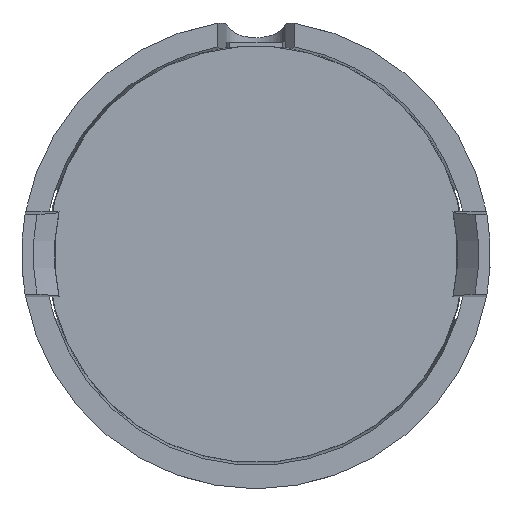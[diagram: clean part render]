
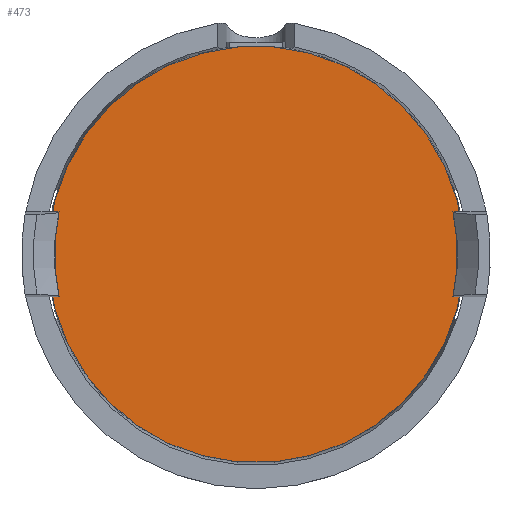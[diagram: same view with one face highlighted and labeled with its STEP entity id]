
A CAD part, top view. The second image highlights one B-rep face of the part: STEP entity #473.
In plain terms, the highlighted free-form (B-spline) face has degree [1, 1] with [2, 2] control points.
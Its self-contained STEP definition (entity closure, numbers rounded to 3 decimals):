
#473 = ADVANCED_FACE('',(#474),#494,.T.);
#474 = FACE_BOUND('',#475,.T.);
#475 = EDGE_LOOP('',(#476,#487));
#476 = ORIENTED_EDGE('',*,*,#477,.T.);
#477 = EDGE_CURVE('',#478,#480,#482,.T.);
#478 = VERTEX_POINT('',#479);
#479 = CARTESIAN_POINT('',(-6.944,-6.944,12.));
#480 = VERTEX_POINT('',#481);
#481 = CARTESIAN_POINT('',(6.944,6.944,12.));
#482 = CIRCLE('',#483,9.82);
#483 = AXIS2_PLACEMENT_3D('',#484,#485,#486);
#484 = CARTESIAN_POINT('',(0.,0.,12.)
  );
#485 = DIRECTION('',(0.,0.,1.));
#486 = DIRECTION('',(-0.707,-0.707,0.));
#487 = ORIENTED_EDGE('',*,*,#488,.T.);
#488 = EDGE_CURVE('',#480,#478,#489,.T.);
#489 = CIRCLE('',#490,9.82);
#490 = AXIS2_PLACEMENT_3D('',#491,#492,#493);
#491 = CARTESIAN_POINT('',(0.,0.,12.)
  );
#492 = DIRECTION('',(0.,-0.,1.));
#493 = DIRECTION('',(0.707,0.707,0.));
#494 = B_SPLINE_SURFACE_WITH_KNOTS('',1,1,(
    (#495,#496)
    ,(#497,#498
    )),.UNSPECIFIED.,.F.,.F.,.F.,(2,2),(2,2),(-10.213,
    10.213),(-10.218,10.218),
  .PIECEWISE_BEZIER_KNOTS.);
#495 = CARTESIAN_POINT('',(-0.004,14.447,12.));
#496 = CARTESIAN_POINT('',(14.447,-0.004,12.));
#497 = CARTESIAN_POINT('',(-14.447,0.004,12.));
#498 = CARTESIAN_POINT('',(0.004,-14.447,12.));
